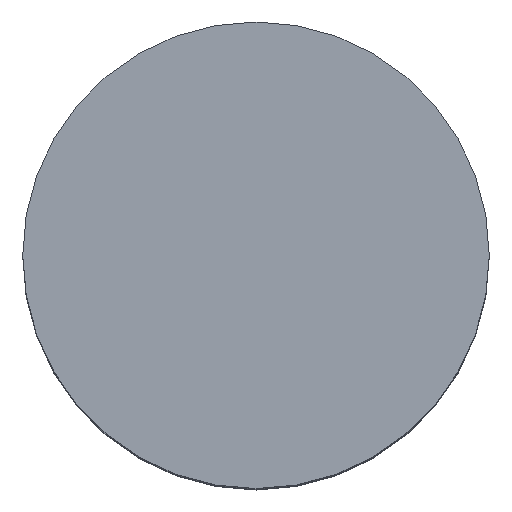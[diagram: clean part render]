
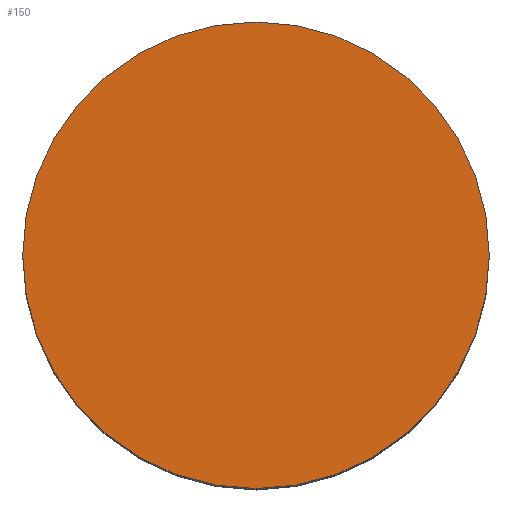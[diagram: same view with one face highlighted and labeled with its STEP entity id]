
A CAD part, top view. The second image highlights one B-rep face of the part: STEP entity #150.
In plain terms, the highlighted planar face has unit normal (0, 0, 1).
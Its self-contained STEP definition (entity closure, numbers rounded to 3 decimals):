
#95=FACE_OUTER_BOUND('',#297,.T.);
#102=PLANE('',#537);
#150=ADVANCED_FACE('',(#95),#102,.T.);
#297=EDGE_LOOP('',(#365));
#365=ORIENTED_EDGE('',*,*,#435,.F.);
#401=VERTEX_POINT('',#778);
#435=EDGE_CURVE('',#401,#401,#469,.T.);
#469=CIRCLE('',#535,6.5);
#535=AXIS2_PLACEMENT_3D('',#777,#669,#670);
#537=AXIS2_PLACEMENT_3D('',#780,#673,#674);
#669=DIRECTION('',(0.,0.,-1.));
#670=DIRECTION('',(-1.,0.,0.));
#673=DIRECTION('',(0.,0.,1.));
#674=DIRECTION('',(1.,0.,0.));
#777=CARTESIAN_POINT('',(0.,0.,28.));
#778=CARTESIAN_POINT('',(-6.5,0.,28.));
#780=CARTESIAN_POINT('',(6.5,0.,28.));
